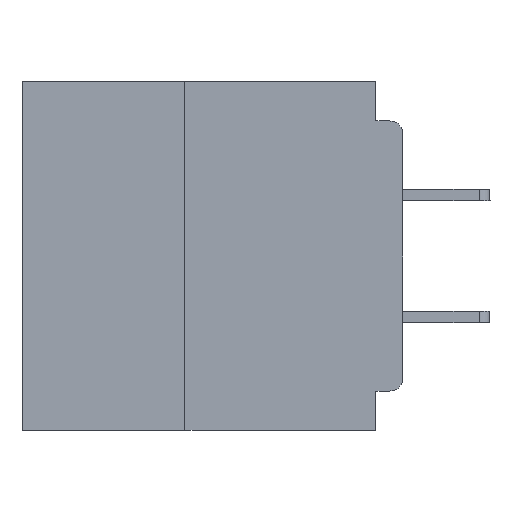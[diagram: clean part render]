
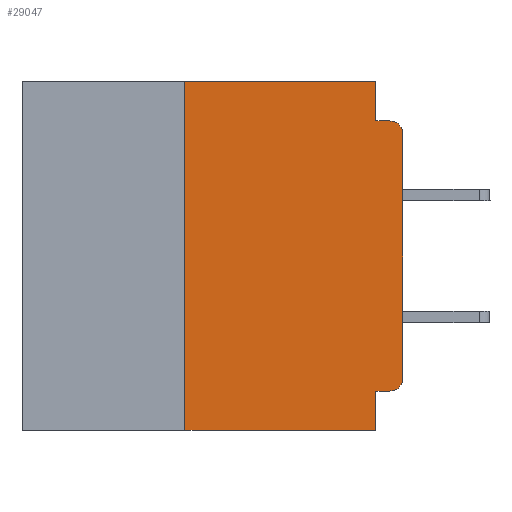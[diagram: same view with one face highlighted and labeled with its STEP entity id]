
A CAD part, left-side view. The second image highlights one B-rep face of the part: STEP entity #29047.
In plain terms, the highlighted planar face has unit normal (-1, 0, 0).
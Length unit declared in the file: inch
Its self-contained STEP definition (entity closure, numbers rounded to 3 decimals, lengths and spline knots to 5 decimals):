
#192 = AXIS2_PLACEMENT_3D ( 'NONE', #32129, #2549, #37047 ) ;
#715 = LINE ( 'NONE', #39245, #63063 ) ;
#2549 = DIRECTION ( 'NONE',  ( -1., 0., 0. ) ) ;
#2798 = ORIENTED_EDGE ( 'NONE', *, *, #46082, .T. ) ;
#3046 = VERTEX_POINT ( 'NONE', #6266 ) ;
#3486 = VERTEX_POINT ( 'NONE', #10334 ) ;
#3620 = LINE ( 'NONE', #32788, #28308 ) ;
#3877 = CARTESIAN_POINT ( 'NONE',  ( 0., 0., -0.355 ) ) ;
#4114 = LINE ( 'NONE', #62516, #41876 ) ;
#4115 = ORIENTED_EDGE ( 'NONE', *, *, #62595, .F. ) ;
#5294 = EDGE_CURVE ( 'NONE', #55211, #59349, #40553, .T. ) ;
#5542 = ORIENTED_EDGE ( 'NONE', *, *, #29678, .F. ) ;
#6266 = CARTESIAN_POINT ( 'NONE',  ( 0., 0.015, -0.355 ) ) ;
#6956 = CARTESIAN_POINT ( 'NONE',  ( 0., 0., 0. ) ) ;
#8226 = VERTEX_POINT ( 'NONE', #22204 ) ;
#9022 = VECTOR ( 'NONE', #48196, 39.37008 ) ;
#9400 = LINE ( 'NONE', #33649, #38703 ) ;
#10334 = CARTESIAN_POINT ( 'NONE',  ( 0., 0.031, -0.355 ) ) ;
#14635 = ORIENTED_EDGE ( 'NONE', *, *, #59326, .F. ) ;
#16389 = ORIENTED_EDGE ( 'NONE', *, *, #45697, .F. ) ;
#16441 = CARTESIAN_POINT ( 'NONE',  ( 0., 0.031, -0.4 ) ) ;
#16860 = DIRECTION ( 'NONE',  ( 0., 0., 1. ) ) ;
#18713 = ORIENTED_EDGE ( 'NONE', *, *, #5294, .T. ) ;
#19532 = DIRECTION ( 'NONE',  ( 0., 0., -1. ) ) ;
#19808 = ORIENTED_EDGE ( 'NONE', *, *, #21857, .F. ) ;
#19916 = DIRECTION ( 'NONE',  ( 0., -1., 0. ) ) ;
#19924 = VERTEX_POINT ( 'NONE', #16441 ) ;
#20786 = VECTOR ( 'NONE', #30941, 39.37008 ) ;
#21336 = VECTOR ( 'NONE', #16860, 39.37008 ) ;
#21857 = EDGE_CURVE ( 'NONE', #59669, #28734, #9400, .T. ) ;
#22204 = CARTESIAN_POINT ( 'NONE',  ( 0., 0., -0.34 ) ) ;
#22961 = ORIENTED_EDGE ( 'NONE', *, *, #33035, .T. ) ;
#24209 = CARTESIAN_POINT ( 'NONE',  ( 0., 0.015, -0.34 ) ) ;
#25583 = LINE ( 'NONE', #59253, #63210 ) ;
#26523 = ORIENTED_EDGE ( 'NONE', *, *, #48169, .F. ) ;
#28308 = VECTOR ( 'NONE', #47537, 39.37008 ) ;
#28404 = CARTESIAN_POINT ( 'NONE',  ( 0., 0.015, -0.045 ) ) ;
#28659 = DIRECTION ( 'NONE',  ( 0., 0., -1. ) ) ;
#28734 = VERTEX_POINT ( 'NONE', #51387 ) ;
#29047 = ADVANCED_FACE ( 'NONE', ( #37976 ), #44066, .F. ) ;
#29150 = DIRECTION ( 'NONE',  ( 0., 0., -1. ) ) ;
#29678 = EDGE_CURVE ( 'NONE', #62670, #59669, #25583, .T. ) ;
#30941 = DIRECTION ( 'NONE',  ( 0., -1., 0. ) ) ;
#32029 = ORIENTED_EDGE ( 'NONE', *, *, #34689, .T. ) ;
#32129 = CARTESIAN_POINT ( 'NONE',  ( 0., 0.015, -0.06 ) ) ;
#32653 = CARTESIAN_POINT ( 'NONE',  ( 0., 0.25, -0.4 ) ) ;
#32788 = CARTESIAN_POINT ( 'NONE',  ( 0., 0.25, -0.4 ) ) ;
#32956 = DIRECTION ( 'NONE',  ( 0., 0., -1. ) ) ;
#33035 = EDGE_CURVE ( 'NONE', #52940, #19924, #715, .T. ) ;
#33649 = CARTESIAN_POINT ( 'NONE',  ( 0., 0.031, 0. ) ) ;
#34239 = CARTESIAN_POINT ( 'NONE',  ( 0., 0.437, 0. ) ) ;
#34495 = LINE ( 'NONE', #6956, #21336 ) ;
#34689 = EDGE_CURVE ( 'NONE', #8226, #55211, #34495, .T. ) ;
#35281 = LINE ( 'NONE', #3877, #9022 ) ;
#36939 = CIRCLE ( 'NONE', #43762, 0.015 ) ;
#37047 = DIRECTION ( 'NONE',  ( 0., 0., -1. ) ) ;
#37976 = FACE_OUTER_BOUND ( 'NONE', #58497, .T. ) ;
#38124 = CARTESIAN_POINT ( 'NONE',  ( 0., 0.25, 0. ) ) ;
#38703 = VECTOR ( 'NONE', #28659, 39.37008 ) ;
#39245 = CARTESIAN_POINT ( 'NONE',  ( 0., 0.437, -0.4 ) ) ;
#40553 = CIRCLE ( 'NONE', #192, 0.015 ) ;
#40749 = CARTESIAN_POINT ( 'NONE',  ( 0., 0., -0.06 ) ) ;
#41876 = VECTOR ( 'NONE', #32956, 39.37008 ) ;
#43762 = AXIS2_PLACEMENT_3D ( 'NONE', #24209, #58545, #29150 ) ;
#44066 = PLANE ( 'NONE',  #61550 ) ;
#44168 = DIRECTION ( 'NONE',  ( 0., -1., 0. ) ) ;
#45494 = CARTESIAN_POINT ( 'NONE',  ( 0., 0., -0.045 ) ) ;
#45697 = EDGE_CURVE ( 'NONE', #28734, #59349, #60039, .T. ) ;
#46082 = EDGE_CURVE ( 'NONE', #3046, #8226, #36939, .T. ) ;
#47537 = DIRECTION ( 'NONE',  ( 0., 0., 1. ) ) ;
#48169 = EDGE_CURVE ( 'NONE', #3046, #3486, #35281, .T. ) ;
#48196 = DIRECTION ( 'NONE',  ( 0., 1., 0. ) ) ;
#48987 = DIRECTION ( 'NONE',  ( 1., 0., 0. ) ) ;
#50465 = CARTESIAN_POINT ( 'NONE',  ( 0., 0.031, 0. ) ) ;
#51387 = CARTESIAN_POINT ( 'NONE',  ( 0., 0.031, -0.045 ) ) ;
#52940 = VERTEX_POINT ( 'NONE', #32653 ) ;
#55211 = VERTEX_POINT ( 'NONE', #40749 ) ;
#58497 = EDGE_LOOP ( 'NONE', ( #32029, #18713, #16389, #19808, #5542, #4115, #22961, #14635, #26523, #2798 ) ) ;
#58545 = DIRECTION ( 'NONE',  ( -1., 0., 0. ) ) ;
#59253 = CARTESIAN_POINT ( 'NONE',  ( 0., 0.437, 0. ) ) ;
#59326 = EDGE_CURVE ( 'NONE', #3486, #19924, #4114, .T. ) ;
#59349 = VERTEX_POINT ( 'NONE', #28404 ) ;
#59669 = VERTEX_POINT ( 'NONE', #50465 ) ;
#60039 = LINE ( 'NONE', #45494, #20786 ) ;
#61550 = AXIS2_PLACEMENT_3D ( 'NONE', #34239, #48987, #19532 ) ;
#62516 = CARTESIAN_POINT ( 'NONE',  ( 0., 0.031, -0.4 ) ) ;
#62595 = EDGE_CURVE ( 'NONE', #52940, #62670, #3620, .T. ) ;
#62670 = VERTEX_POINT ( 'NONE', #38124 ) ;
#63063 = VECTOR ( 'NONE', #44168, 39.37008 ) ;
#63210 = VECTOR ( 'NONE', #19916, 39.37008 ) ;
